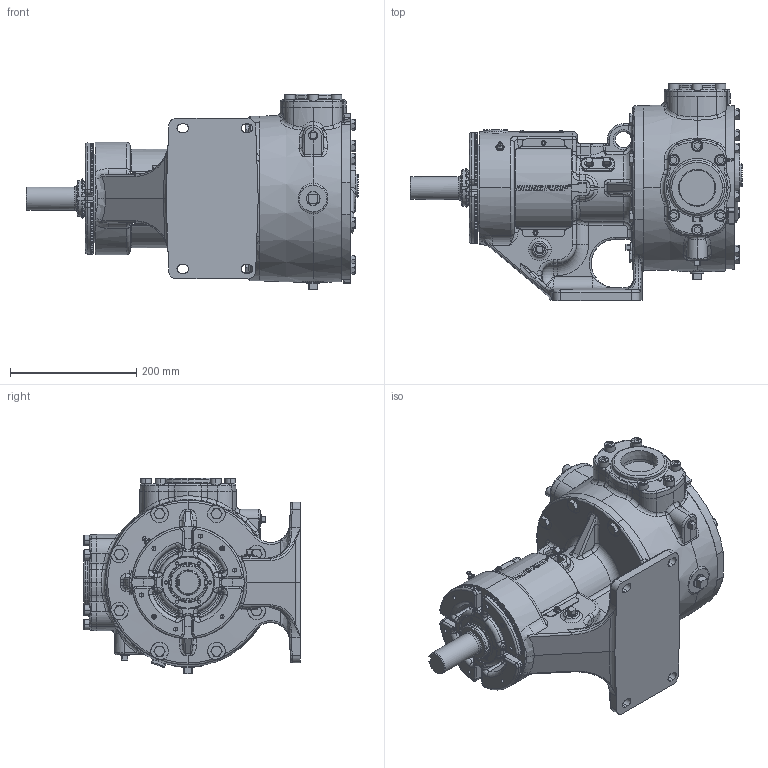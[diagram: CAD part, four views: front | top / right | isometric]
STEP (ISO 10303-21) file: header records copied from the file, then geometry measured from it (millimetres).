
FILE_DESCRIPTION (( 'STEP AP214' ), '1' );
FILE_NAME ('LV-4514.STEP', '2024-04-03T14:26:17', ( '' ), ( '' ), 'SwSTEP 2.0', 'SolidWorks 2022', '' );
FILE_SCHEMA (( 'AUTOMOTIVE_DESIGN' ));
Length unit declared in the file: inch
Products named in the file (1): LV-4514
Bounding box: 525.17 x 343.03 x 309.77 mm (x, y, z)
Volume: 13907564.2 mm3; surface area: 750899.1 mm2
Topology: 1 solids, 13 shells, 4528 faces, 11422 edges, 7106 vertices
Faces by surface type: plane 1500, bspline 1256, cylinder 966, cone 627, torus 117, sphere 62
Entity records: 253969 total; most frequent: CARTESIAN_POINT 97959, ORIENTED_EDGE 22706, DIRECTION 16470, EDGE_CURVE 11353, VERTEX_POINT 7103, AXIS2_PLACEMENT_3D 6295, EDGE_LOOP 4826, UNCERTAINTY_MEASURE_WITH_UNIT 4531
